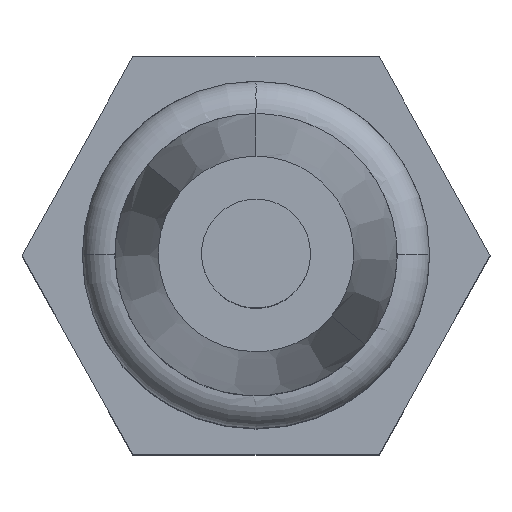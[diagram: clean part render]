
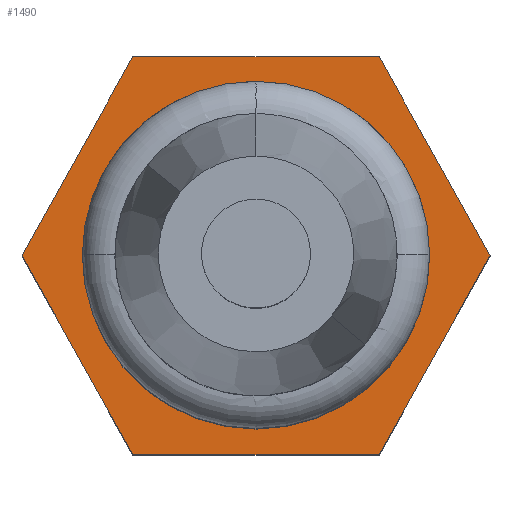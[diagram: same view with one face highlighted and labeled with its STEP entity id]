
A CAD part, top view. The second image highlights one B-rep face of the part: STEP entity #1490.
In plain terms, the highlighted planar face has unit normal (0, 0, 1).
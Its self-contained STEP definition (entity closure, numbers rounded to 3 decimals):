
#1247=CARTESIAN_POINT('POINT79',(35.748,
   214.798,15.));
#1248=VERTEX_POINT('VERTEX79',#1247);
#1254=CARTESIAN_POINT('POINT80',(24.392,
   214.798,15.));
#1255=VERTEX_POINT('VERTEX80',#1254);
#1256=B_SPLINE_CURVE_WITH_KNOTS('SPLINE_CRV96',1,(#1257,#1258),
   .UNSPECIFIED.,.F.,.F.,(2,2),(0.,1.),.UNSPECIFIED.);
#1257=CARTESIAN_POINT('',(35.748,214.798,
   15.));
#1258=CARTESIAN_POINT('',(24.392,214.798,
   15.));
#1259=EDGE_CURVE('EDGE119',#1248,#1255,#1256,.T.);
#1276=CARTESIAN_POINT('POINT81',(19.288,
   223.963,15.));
#1277=VERTEX_POINT('VERTEX81',#1276);
#1278=B_SPLINE_CURVE_WITH_KNOTS('SPLINE_CRV98',1,(#1279,#1280),
   .UNSPECIFIED.,.F.,.F.,(2,2),(0.,1.),.UNSPECIFIED.);
#1279=CARTESIAN_POINT('',(19.288,223.963,
   15.));
#1280=CARTESIAN_POINT('',(24.392,214.798,
   15.));
#1281=EDGE_CURVE('EDGE121',#1277,#1255,#1278,.T.);
#1298=CARTESIAN_POINT('POINT82',(24.392,
   233.129,15.));
#1299=VERTEX_POINT('VERTEX82',#1298);
#1300=B_SPLINE_CURVE_WITH_KNOTS('SPLINE_CRV100',1,(#1301,#1302),
   .UNSPECIFIED.,.F.,.F.,(2,2),(0.,1.),.UNSPECIFIED.);
#1301=CARTESIAN_POINT('',(24.392,233.129,
   15.));
#1302=CARTESIAN_POINT('',(19.288,223.963,
   15.));
#1303=EDGE_CURVE('EDGE123',#1299,#1277,#1300,.T.);
#1320=CARTESIAN_POINT('POINT83',(35.748,
   233.129,15.));
#1321=VERTEX_POINT('VERTEX83',#1320);
#1322=B_SPLINE_CURVE_WITH_KNOTS('SPLINE_CRV102',1,(#1323,#1324),
   .UNSPECIFIED.,.F.,.F.,(2,2),(0.,1.),.UNSPECIFIED.);
#1323=CARTESIAN_POINT('',(35.748,233.129,
   15.));
#1324=CARTESIAN_POINT('',(24.392,233.129,
   15.));
#1325=EDGE_CURVE('EDGE125',#1321,#1299,#1322,.T.);
#1342=CARTESIAN_POINT('POINT84',(40.851,
   223.963,15.));
#1343=VERTEX_POINT('VERTEX84',#1342);
#1344=B_SPLINE_CURVE_WITH_KNOTS('SPLINE_CRV104',1,(#1345,#1346),
   .UNSPECIFIED.,.F.,.F.,(2,2),(0.,1.),.UNSPECIFIED.);
#1345=CARTESIAN_POINT('',(40.851,223.963,
   15.));
#1346=CARTESIAN_POINT('',(35.748,233.129,
   15.));
#1347=EDGE_CURVE('EDGE127',#1343,#1321,#1344,.T.);
#1364=B_SPLINE_CURVE_WITH_KNOTS('SPLINE_CRV106',1,(#1365,#1366),
   .UNSPECIFIED.,.F.,.F.,(2,2),(0.,1.),.UNSPECIFIED.);
#1365=CARTESIAN_POINT('',(35.748,214.798,
   15.));
#1366=CARTESIAN_POINT('',(40.851,223.963,
   15.));
#1367=EDGE_CURVE('EDGE129',#1248,#1343,#1364,.T.);
#1447=ORIENTED_EDGE('COEDGE262',*,*,#1367,.T.);
#1448=ORIENTED_EDGE('COEDGE263',*,*,#1347,.T.);
#1449=ORIENTED_EDGE('COEDGE264',*,*,#1325,.T.);
#1450=ORIENTED_EDGE('COEDGE265',*,*,#1303,.T.);
#1451=ORIENTED_EDGE('COEDGE266',*,*,#1281,.T.);
#1452=ORIENTED_EDGE('COEDGE267',*,*,#1259,.F.);
#1453=EDGE_LOOP('NONE',(#1447,#1448,#1449,#1450,#1451,#1452));
#1454=FACE_BOUND('LOOP1',#1453,.T.);
#1455=CARTESIAN_POINT('POINT88',(30.07,
   230.463,15.));
#1456=VERTEX_POINT('VERTEX88',#1455);
#1457=CARTESIAN_POINT('POINT89',(36.292,
   222.082,15.));
#1458=VERTEX_POINT('VERTEX89',#1457);
#1459=(BOUNDED_CURVE() B_SPLINE_CURVE(2,(#1460,#1461,#1462),
   .UNSPECIFIED.,.F.,.F.) B_SPLINE_CURVE_WITH_KNOTS((3,3),(0.,
   3.875),.UNSPECIFIED.) CURVE() 
   GEOMETRIC_REPRESENTATION_ITEM() RATIONAL_B_SPLINE_CURVE((1.,
   0.562,0.891)) REPRESENTATION_ITEM(
   'SPLINE_CRV108'));
#1460=CARTESIAN_POINT('',(30.07,230.463,
   15.));
#1461=CARTESIAN_POINT('',(38.826,230.463,
   15.));
#1462=CARTESIAN_POINT('',(36.292,222.082,
   15.));
#1463=EDGE_CURVE('EDGE136',#1456,#1458,#1459,.T.);
#1464=ORIENTED_EDGE('COEDGE268',*,*,#1463,.T.);
#1465=CARTESIAN_POINT('POINT90',(23.848,
   225.845,15.));
#1466=VERTEX_POINT('VERTEX90',#1465);
#1467=(BOUNDED_CURVE() B_SPLINE_CURVE(2,(#1468,#1469,#1470,#1471,#1472,
   #1473,#1474),.UNSPECIFIED.,.F.,.F.) B_SPLINE_CURVE_WITH_KNOTS((3,2,2,
   3),(3.875,4.429,8.858
   ,10.63),.UNSPECIFIED.) CURVE() 
   GEOMETRIC_REPRESENTATION_ITEM() RATIONAL_B_SPLINE_CURVE((
   0.891,0.938,1.,0.5,
   1.,0.8,0.76)) REPRESENTATION_ITEM('SPLINE_CRV109'));
#1468=CARTESIAN_POINT('',(36.292,222.082,
   15.));
#1469=CARTESIAN_POINT('',(36.074,221.363,
   15.));
#1470=CARTESIAN_POINT('',(35.699,220.713,
   15.));
#1471=CARTESIAN_POINT('',(30.07,210.963,
   15.));
#1472=CARTESIAN_POINT('',(24.441,220.713,
   15.));
#1473=CARTESIAN_POINT('',(23.034,223.151,
   15.));
#1474=CARTESIAN_POINT('',(23.848,225.845,
   15.));
#1475=EDGE_CURVE('EDGE137',#1458,#1466,#1467,.T.);
#1476=ORIENTED_EDGE('COEDGE269',*,*,#1475,.T.);
#1477=(BOUNDED_CURVE() B_SPLINE_CURVE(2,(#1478,#1479,#1480),
   .UNSPECIFIED.,.F.,.F.) B_SPLINE_CURVE_WITH_KNOTS((3,3),(
   10.63,13.287),.UNSPECIFIED.) CURVE() 
   GEOMETRIC_REPRESENTATION_ITEM() RATIONAL_B_SPLINE_CURVE((0.76,
   0.7,1.)) REPRESENTATION_ITEM('SPLINE_CRV110'));
#1478=CARTESIAN_POINT('',(23.848,225.845,
   15.));
#1479=CARTESIAN_POINT('',(25.245,230.463,
   15.));
#1480=CARTESIAN_POINT('',(30.07,230.463,
   15.));
#1481=EDGE_CURVE('EDGE138',#1466,#1456,#1477,.T.);
#1482=ORIENTED_EDGE('COEDGE270',*,*,#1481,.T.);
#1483=EDGE_LOOP('NONE',(#1464,#1476,#1482));
#1484=FACE_BOUND('LOOP1',#1483,.T.);
#1485=CARTESIAN_POINT('POS58',(30.07,
   223.963,15.));
#1486=DIRECTION('DIR99',(0.,0.,1.));
#1487=DIRECTION('DIR100',(1.,0.,0.));
#1488=AXIS2_PLACEMENT_3D('AXIS42',#1485,#1486,#1487);
#1489=PLANE('PLANE20',#1488);
#1490=ADVANCED_FACE('FACE55',(#1454,#1484),#1489,.T.);
